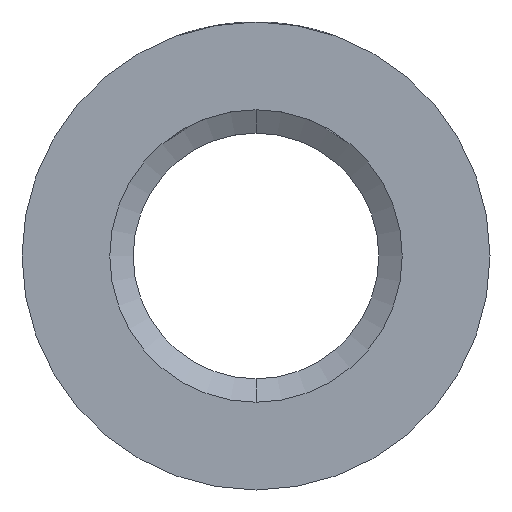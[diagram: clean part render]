
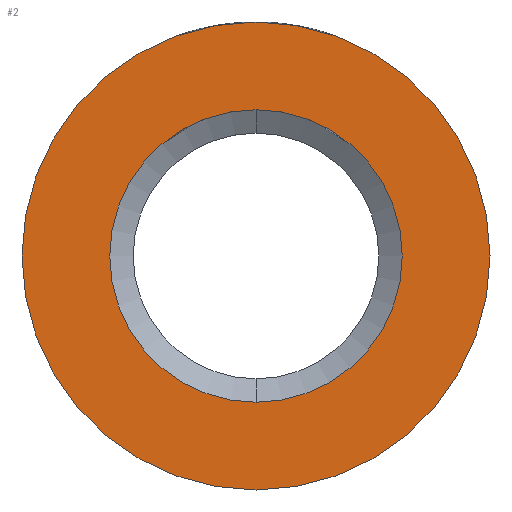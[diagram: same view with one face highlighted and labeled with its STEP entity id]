
A CAD part, front view. The second image highlights one B-rep face of the part: STEP entity #2.
In plain terms, the highlighted planar face has unit normal (0, -1, 0).
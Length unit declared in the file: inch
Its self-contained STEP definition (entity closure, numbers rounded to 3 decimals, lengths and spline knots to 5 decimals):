
#2 = ADVANCED_FACE ( 'NONE', ( #332, #323 ), #535, .F. ) ;
#71 = DIRECTION ( 'NONE',  ( 0., 0., 1. ) ) ;
#73 = DIRECTION ( 'NONE',  ( 0., 1., 0. ) ) ;
#76 = CARTESIAN_POINT ( 'NONE',  ( 0., 0., 0. ) ) ;
#128 = CARTESIAN_POINT ( 'NONE',  ( 0., 0., -0.3 ) ) ;
#133 = AXIS2_PLACEMENT_3D ( 'NONE', #76, #73, #71 ) ;
#143 = CIRCLE ( 'NONE', #133, 0.3 ) ;
#155 = AXIS2_PLACEMENT_3D ( 'NONE', #165, #164, #163 ) ;
#163 = DIRECTION ( 'NONE',  ( 0., 0., 1. ) ) ;
#164 = DIRECTION ( 'NONE',  ( 0., 1., 0. ) ) ;
#165 = CARTESIAN_POINT ( 'NONE',  ( 0., 0., 0. ) ) ;
#182 = CIRCLE ( 'NONE', #155, 0.3 ) ;
#222 = CIRCLE ( 'NONE', #244, 0.1875 ) ;
#242 = CIRCLE ( 'NONE', #276, 0.1875 ) ;
#244 = AXIS2_PLACEMENT_3D ( 'NONE', #473, #469, #492 ) ;
#276 = AXIS2_PLACEMENT_3D ( 'NONE', #464, #376, #616 ) ;
#301 = CARTESIAN_POINT ( 'NONE',  ( 0., 0., -0.1875 ) ) ;
#323 = FACE_OUTER_BOUND ( 'NONE', #403, .T. ) ;
#332 = FACE_BOUND ( 'NONE', #424, .T. ) ;
#351 = VERTEX_POINT ( 'NONE', #774 ) ;
#376 = DIRECTION ( 'NONE',  ( 0., -1., 0. ) ) ;
#384 = CARTESIAN_POINT ( 'NONE',  ( 0., 0., 0.3 ) ) ;
#396 = VERTEX_POINT ( 'NONE', #301 ) ;
#403 = EDGE_LOOP ( 'NONE', ( #754, #573 ) ) ;
#410 = AXIS2_PLACEMENT_3D ( 'NONE', #571, #637, #650 ) ;
#424 = EDGE_LOOP ( 'NONE', ( #598, #712 ) ) ;
#464 = CARTESIAN_POINT ( 'NONE',  ( 0., 0., 0. ) ) ;
#469 = DIRECTION ( 'NONE',  ( 0., -1., 0. ) ) ;
#473 = CARTESIAN_POINT ( 'NONE',  ( 0., 0., 0. ) ) ;
#492 = DIRECTION ( 'NONE',  ( 0., 0., -1. ) ) ;
#521 = EDGE_CURVE ( 'NONE', #396, #351, #242, .T. ) ;
#535 = PLANE ( 'NONE',  #410 ) ;
#567 = VERTEX_POINT ( 'NONE', #384 ) ;
#569 = EDGE_CURVE ( 'NONE', #351, #396, #222, .T. ) ;
#571 = CARTESIAN_POINT ( 'NONE',  ( 0., 0., 0. ) ) ;
#573 = ORIENTED_EDGE ( 'NONE', *, *, #717, .F. ) ;
#598 = ORIENTED_EDGE ( 'NONE', *, *, #521, .F. ) ;
#616 = DIRECTION ( 'NONE',  ( 0., 0., -1. ) ) ;
#637 = DIRECTION ( 'NONE',  ( 0., 1., 0. ) ) ;
#650 = DIRECTION ( 'NONE',  ( 0., 0., 1. ) ) ;
#712 = ORIENTED_EDGE ( 'NONE', *, *, #569, .F. ) ;
#717 = EDGE_CURVE ( 'NONE', #567, #734, #182, .T. ) ;
#734 = VERTEX_POINT ( 'NONE', #128 ) ;
#754 = ORIENTED_EDGE ( 'NONE', *, *, #776, .F. ) ;
#774 = CARTESIAN_POINT ( 'NONE',  ( 0., 0., 0.1875 ) ) ;
#776 = EDGE_CURVE ( 'NONE', #734, #567, #143, .T. ) ;
